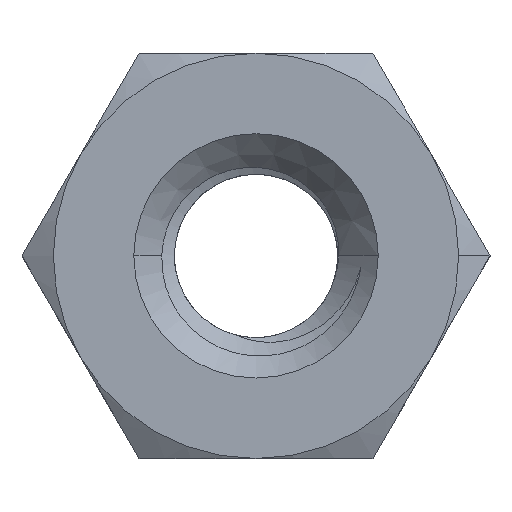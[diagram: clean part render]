
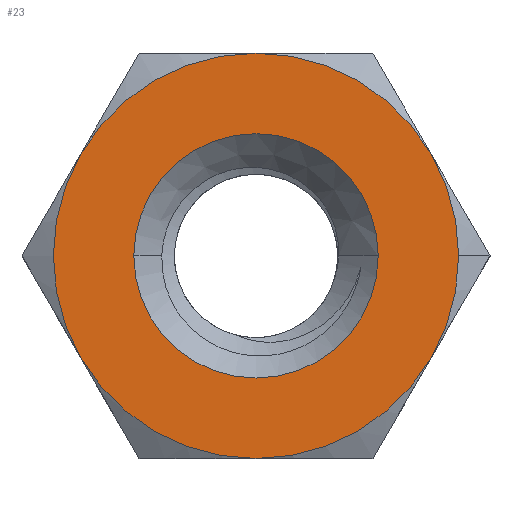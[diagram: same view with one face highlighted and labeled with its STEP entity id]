
A CAD part, top view. The second image highlights one B-rep face of the part: STEP entity #23.
In plain terms, the highlighted planar face has unit normal (0, 0, 1).
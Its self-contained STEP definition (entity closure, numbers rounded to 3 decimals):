
#10 = AXIS2_PLACEMENT_3D ( 'NONE', #1360, #251, #1474 ) ;
#14 = AXIS2_PLACEMENT_3D ( 'NONE', #1109, #610, #956 ) ;
#17 = CARTESIAN_POINT ( 'NONE',  ( 2.165, -1.25, 2. ) ) ;
#23 = ADVANCED_FACE ( 'NONE', ( #1499, #801 ), #849, .T. ) ;
#39 = DIRECTION ( 'NONE',  ( 0., 0., 1. ) ) ;
#40 = VERTEX_POINT ( 'NONE', #624 ) ;
#81 = AXIS2_PLACEMENT_3D ( 'NONE', #969, #1469, #1475 ) ;
#93 = CARTESIAN_POINT ( 'NONE',  ( 0., 0., 2. ) ) ;
#121 = DIRECTION ( 'NONE',  ( 0., 0., 1. ) ) ;
#134 = CIRCLE ( 'NONE', #1327, 2.5 ) ;
#159 = CARTESIAN_POINT ( 'NONE',  ( 0., 0., 2. ) ) ;
#160 = EDGE_LOOP ( 'NONE', ( #747, #784 ) ) ;
#164 = EDGE_CURVE ( 'NONE', #483, #1504, #1166, .T. ) ;
#171 = CARTESIAN_POINT ( 'NONE',  ( 2.5, 0., 2. ) ) ;
#178 = CARTESIAN_POINT ( 'NONE',  ( 0., 0., 2. ) ) ;
#200 = EDGE_CURVE ( 'NONE', #40, #307, #670, .T. ) ;
#213 = CARTESIAN_POINT ( 'NONE',  ( -2.165, 1.25, 2. ) ) ;
#247 = EDGE_CURVE ( 'NONE', #1011, #861, #782, .T. ) ;
#251 = DIRECTION ( 'NONE',  ( 0., 0., -1. ) ) ;
#285 = EDGE_CURVE ( 'NONE', #1359, #1011, #687, .T. ) ;
#307 = VERTEX_POINT ( 'NONE', #17 ) ;
#318 = CARTESIAN_POINT ( 'NONE',  ( 1.508, 0., 2. ) ) ;
#322 = EDGE_CURVE ( 'NONE', #1504, #40, #1066, .T. ) ;
#324 = AXIS2_PLACEMENT_3D ( 'NONE', #841, #121, #963 ) ;
#348 = ORIENTED_EDGE ( 'NONE', *, *, #994, .T. ) ;
#415 = DIRECTION ( 'NONE',  ( 1., 0., 0. ) ) ;
#455 = CARTESIAN_POINT ( 'NONE',  ( 2.165, 1.25, 2. ) ) ;
#483 = VERTEX_POINT ( 'NONE', #213 ) ;
#525 = ORIENTED_EDGE ( 'NONE', *, *, #200, .T. ) ;
#542 = ORIENTED_EDGE ( 'NONE', *, *, #838, .T. ) ;
#576 = VERTEX_POINT ( 'NONE', #318 ) ;
#610 = DIRECTION ( 'NONE',  ( 0., 0., 1. ) ) ;
#616 = CARTESIAN_POINT ( 'NONE',  ( 0., 0., 2. ) ) ;
#624 = CARTESIAN_POINT ( 'NONE',  ( 0., -2.5, 2. ) ) ;
#670 = CIRCLE ( 'NONE', #14, 2.5 ) ;
#687 = CIRCLE ( 'NONE', #1092, 2.5 ) ;
#716 = DIRECTION ( 'NONE',  ( 0., 0., 1. ) ) ;
#740 = CIRCLE ( 'NONE', #10, 1.508 ) ;
#747 = ORIENTED_EDGE ( 'NONE', *, *, #1462, .T. ) ;
#782 = CIRCLE ( 'NONE', #324, 2.5 ) ;
#784 = ORIENTED_EDGE ( 'NONE', *, *, #1572, .T. ) ;
#801 = FACE_OUTER_BOUND ( 'NONE', #1069, .T. ) ;
#803 = ORIENTED_EDGE ( 'NONE', *, *, #285, .T. ) ;
#820 = DIRECTION ( 'NONE',  ( 0., 0., 1. ) ) ;
#826 = DIRECTION ( 'NONE',  ( 1., 0., 0. ) ) ;
#827 = AXIS2_PLACEMENT_3D ( 'NONE', #951, #716, #830 ) ;
#830 = DIRECTION ( 'NONE',  ( 1., 0., 0. ) ) ;
#838 = EDGE_CURVE ( 'NONE', #307, #1359, #134, .T. ) ;
#841 = CARTESIAN_POINT ( 'NONE',  ( 0., 0., 2. ) ) ;
#845 = CARTESIAN_POINT ( 'NONE',  ( -1.508, 0., 2. ) ) ;
#849 = PLANE ( 'NONE',  #81 ) ;
#861 = VERTEX_POINT ( 'NONE', #946 ) ;
#946 = CARTESIAN_POINT ( 'NONE',  ( 0., 2.5, 2. ) ) ;
#951 = CARTESIAN_POINT ( 'NONE',  ( 0., 0., 2. ) ) ;
#956 = DIRECTION ( 'NONE',  ( 1., 0., 0. ) ) ;
#963 = DIRECTION ( 'NONE',  ( 1., 0., 0. ) ) ;
#969 = CARTESIAN_POINT ( 'NONE',  ( 0., 0., 2. ) ) ;
#982 = CIRCLE ( 'NONE', #1012, 1.508 ) ;
#994 = EDGE_CURVE ( 'NONE', #861, #483, #1353, .T. ) ;
#1011 = VERTEX_POINT ( 'NONE', #455 ) ;
#1012 = AXIS2_PLACEMENT_3D ( 'NONE', #1051, #1043, #1405 ) ;
#1028 = AXIS2_PLACEMENT_3D ( 'NONE', #178, #39, #415 ) ;
#1043 = DIRECTION ( 'NONE',  ( 0., 0., -1. ) ) ;
#1051 = CARTESIAN_POINT ( 'NONE',  ( 0., 0., 2. ) ) ;
#1066 = CIRCLE ( 'NONE', #1028, 2.5 ) ;
#1069 = EDGE_LOOP ( 'NONE', ( #542, #803, #1401, #348, #1183, #1463, #525 ) ) ;
#1092 = AXIS2_PLACEMENT_3D ( 'NONE', #159, #1491, #1239 ) ;
#1109 = CARTESIAN_POINT ( 'NONE',  ( 0., 0., 2. ) ) ;
#1128 = VERTEX_POINT ( 'NONE', #845 ) ;
#1166 = CIRCLE ( 'NONE', #1248, 2.5 ) ;
#1183 = ORIENTED_EDGE ( 'NONE', *, *, #164, .T. ) ;
#1223 = DIRECTION ( 'NONE',  ( 1., 0., 0. ) ) ;
#1239 = DIRECTION ( 'NONE',  ( 1., 0., 0. ) ) ;
#1248 = AXIS2_PLACEMENT_3D ( 'NONE', #616, #1471, #1223 ) ;
#1327 = AXIS2_PLACEMENT_3D ( 'NONE', #93, #820, #826 ) ;
#1352 = CARTESIAN_POINT ( 'NONE',  ( -2.165, -1.25, 2. ) ) ;
#1353 = CIRCLE ( 'NONE', #827, 2.5 ) ;
#1359 = VERTEX_POINT ( 'NONE', #171 ) ;
#1360 = CARTESIAN_POINT ( 'NONE',  ( 0., 0., 2. ) ) ;
#1401 = ORIENTED_EDGE ( 'NONE', *, *, #247, .T. ) ;
#1405 = DIRECTION ( 'NONE',  ( 1., 0., 0. ) ) ;
#1462 = EDGE_CURVE ( 'NONE', #576, #1128, #982, .T. ) ;
#1463 = ORIENTED_EDGE ( 'NONE', *, *, #322, .T. ) ;
#1469 = DIRECTION ( 'NONE',  ( 0., 0., 1. ) ) ;
#1471 = DIRECTION ( 'NONE',  ( 0., 0., 1. ) ) ;
#1474 = DIRECTION ( 'NONE',  ( 1., 0., 0. ) ) ;
#1475 = DIRECTION ( 'NONE',  ( 1., 0., 0. ) ) ;
#1491 = DIRECTION ( 'NONE',  ( 0., 0., 1. ) ) ;
#1499 = FACE_BOUND ( 'NONE', #160, .T. ) ;
#1504 = VERTEX_POINT ( 'NONE', #1352 ) ;
#1572 = EDGE_CURVE ( 'NONE', #1128, #576, #740, .T. ) ;
